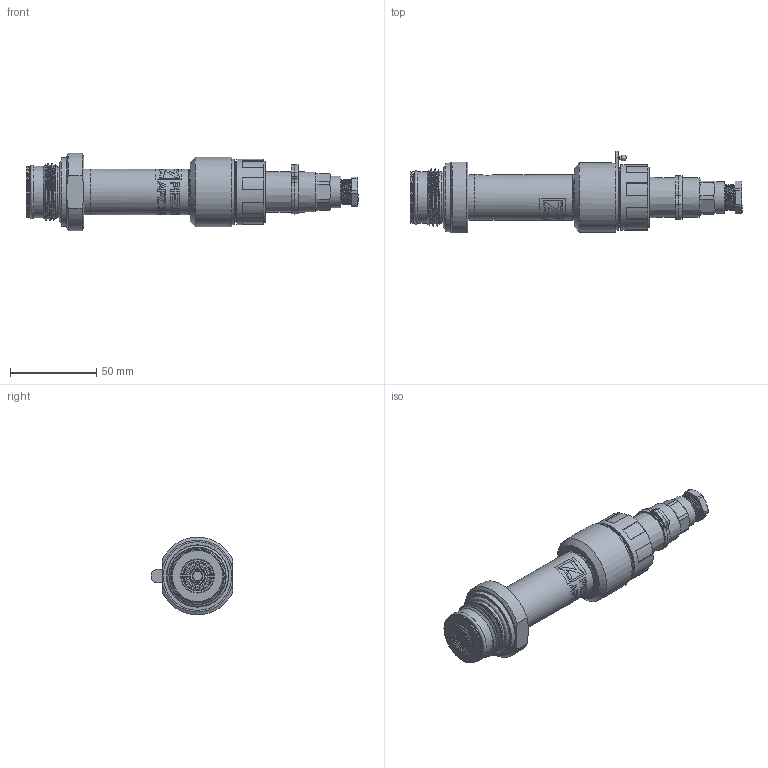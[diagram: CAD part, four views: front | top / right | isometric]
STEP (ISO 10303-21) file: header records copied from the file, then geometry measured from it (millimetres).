
FILE_DESCRIPTION(/* description */ (''),/* implementation_level */ '2;1');
FILE_NAME(/* name */ 'APZ3420m_G1DIN-solidflush_6.step',/* time_stamp */ '2021-07-06T15:45:41+03:00',/* author */ (''),/* organization */ (''),/* preprocessor_version */ 'ST-DEVELOPER v18.1',/* originating_system */ 'Autodesk Translation Framework v10.9.0.1377',/* authorisation */ '');
FILE_SCHEMA (('AUTOMOTIVE_DESIGN { 1 0 10303 214 3 1 1 }'));
Products named in the file (10): АПЗ 3420м заполненная; Buccaneer assembly; Bucaneer male v11; px0735-p; px0735-p_1; Bucaneer female v5; px0736-s; px0736-s_2; shell; G1 flush diaphragm
Assembly tree (9 placements, depth 5):
  АПЗ 3420м заполненная
    Buccaneer assembly
      Bucaneer male v11
        px0735-p
          px0735-p_1
      Bucaneer female v5
        px0736-s
          px0736-s_2
    shell
    G1 flush diaphragm
Bounding box: 192.09 x 47.39 x 45 mm (x, y, z)
Volume: 118745.9 mm3; surface area: 58241.8 mm2
Topology: 16 solids, 20 shells, 1738 faces, 4764 edges, 3134 vertices
Faces by surface type: plane 1028, bspline 315, cylinder 235, cone 117, torus 32, sphere 11
Full cylindrical faces by diameter (mm): 2 x2, 2.03 x1, 2.413 x4, 2.439 x6, 2.459 x2, 2.464 x2, 2.87 x4, 3 x4, 3.302 x6, 3.734 x2, 4 x1, 4.1 x6, 4.19 x2, 4.47 x2, 7.183 x1, 8.255 x1, 9.53 x2, 11.938 x1, 12.09 x1, 13.716 x1, 13.741 x5, 14.021 x1, 14.884 x6, 15.062 x9, 16.61 x1, 17 x1, 18 x1, 18.42 x1, 20.1 x2, 20.447 x1
Entity records: 89746 total; most frequent: CARTESIAN_POINT 47613, ORIENTED_EDGE 9502, DIRECTION 7337, EDGE_CURVE 4751, VERTEX_POINT 3134, LINE 3009, VECTOR 3009, AXIS2_PLACEMENT_3D 2164
